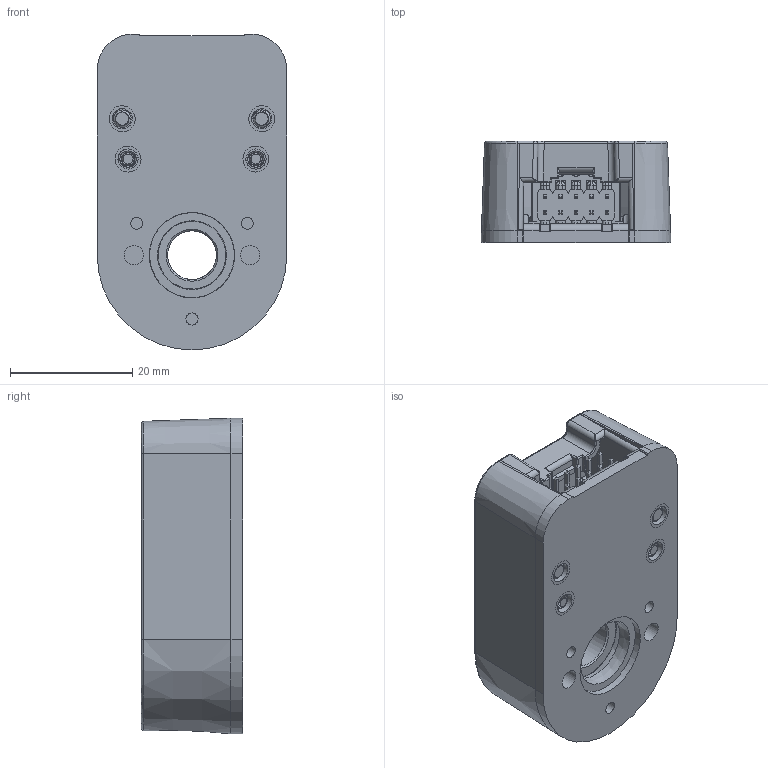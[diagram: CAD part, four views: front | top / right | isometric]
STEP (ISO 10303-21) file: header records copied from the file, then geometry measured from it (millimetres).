
FILE_DESCRIPTION(/* description */ ('SolidWorks IGES file using analytic representation for surfaces '),/* implementation_level */ '2;1');
FILE_NAME(/* name */ 'NTO3-05-K13-HC.stp',/* time_stamp */ '2021-05-06T07:13:50+02:00',/* author */ ('angelika.schneid'),/* organization */ (''),/* preprocessor_version */ 'ST-DEVELOPER v17.2',/* originating_system */ 'Autodesk Inventor 2019',/* authorisation */ '');
FILE_SCHEMA (('AUTOMOTIVE_DESIGN { 1 0 10303 214 3 1 1 }'));
Products named in the file (1): E5-X-315-X-D-H-D-X_vereinfacht
Bounding box: 31.05 x 16.59 x 51.76 mm (x, y, z)
Volume: 12352.3 mm3; surface area: 13739.1 mm2
Topology: 25 solids, 25 shells, 1486 faces, 4265 edges, 2820 vertices
Faces by surface type: plane 730, cylinder 368, cone 262, bspline 86, sphere 20, torus 20
Full cylindrical faces by diameter (mm): 0.813 x5, 1.981 x8, 2.261 x4, 2.375 x1, 2.667 x42, 2.769 x2, 2.845 x46, 3.175 x2, 3.302 x4, 4.064 x4, 4.762 x6, 4.763 x2, 4.953 x2, 5.563 x2, 8.004 x1, 9.525 x1, 9.576 x1, 12.37 x1, 12.7 x1, 12.751 x1, 13.208 x1
Entity records: 57143 total; most frequent: CARTESIAN_POINT 15802, ORIENTED_EDGE 8422, DIRECTION 8422, EDGE_CURVE 4211, AXIS2_PLACEMENT_3D 3055, VERTEX_POINT 2820, LINE 2312, VECTOR 2312
